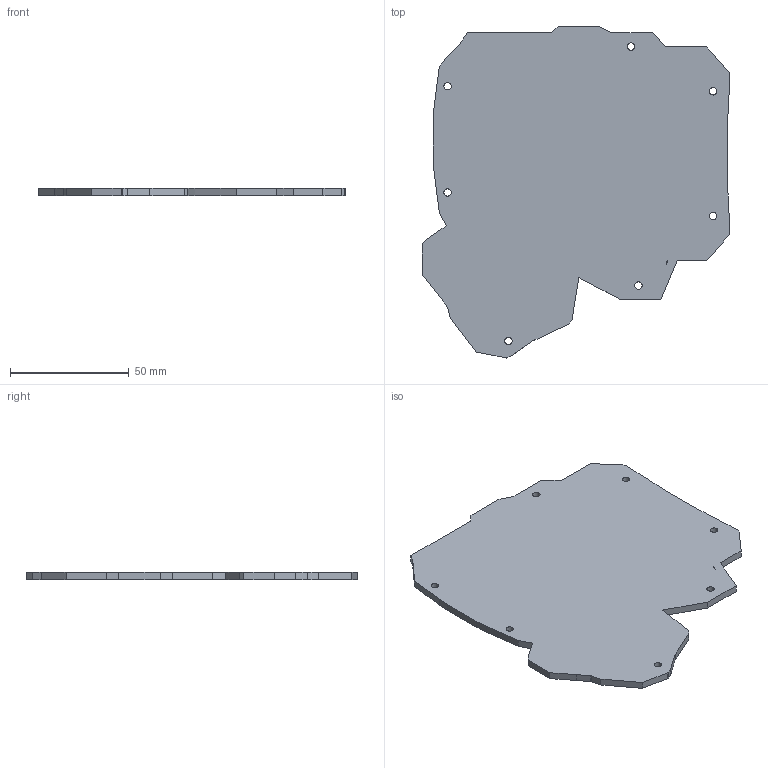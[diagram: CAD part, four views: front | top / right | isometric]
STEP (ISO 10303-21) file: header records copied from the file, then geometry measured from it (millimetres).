
FILE_DESCRIPTION(('Open CASCADE Model'),'2;1');
FILE_NAME('Open CASCADE Shape Model','2023-06-05T17:03:31',('Author'),( 'Open CASCADE'),'Open CASCADE STEP processor 7.7','Open CASCADE 7.7' ,'Unknown');
FILE_SCHEMA(('AUTOMOTIVE_DESIGN { 1 0 10303 214 1 1 1 1 }'));
Length unit declared in the file: millimetre
Products named in the file (1): Open CASCADE STEP translator 7.7 2
Bounding box: 129.39 x 139.57 x 3 mm (x, y, z)
Volume: 41739.9 mm3; surface area: 29639.5 mm2
Topology: 1 solids, 1 shells, 77 faces, 201 edges, 134 vertices
Faces by surface type: plane 62, cylinder 15
Full cylindrical faces by diameter (mm): 3.1 x7, 6 x7
Entity records: 5021 total; most frequent: CARTESIAN_POINT 857, DIRECTION 782, LINE 543, VECTOR 543, ORIENTED_EDGE 402, PCURVE 402, DEFINITIONAL_REPRESENTATION 402, EDGE_CURVE 201
